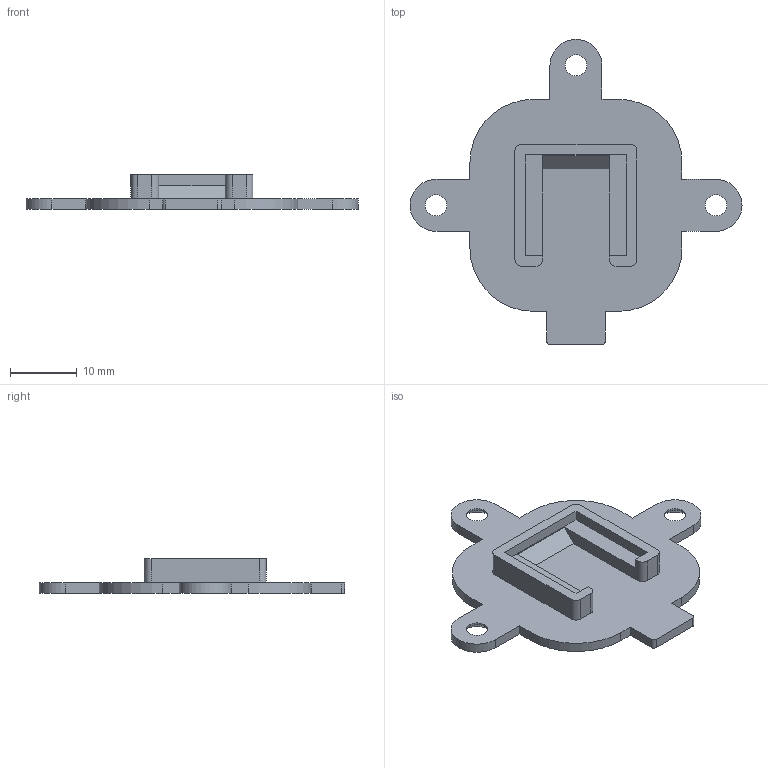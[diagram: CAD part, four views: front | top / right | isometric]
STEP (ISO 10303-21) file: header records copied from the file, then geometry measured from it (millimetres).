
FILE_DESCRIPTION(('HOOPS Exchange Step'),'2;1');
FILE_NAME('temp_export','2024-12-21T17:11:03+08:00',('27699'),('Shapr3D Limited'),'HOOPS Exchange 2024.6','Shapr3D','Authorized');
FILE_SCHEMA( ('AP242_MANAGED_MODEL_BASED_3D_ENGINEERING_MIM_LF {1 0 10303 442 1 1 4 }') );
Length unit declared in the file: millimetre
Products named in the file (1): WS2812 RGB安装板
Bounding box: 49.8 x 45.8 x 5.1 mm (x, y, z)
Volume: 2188.2 mm3; surface area: 2940.1 mm2
Topology: 1 solids, 1 shells, 56 faces, 156 edges, 103 vertices
Faces by surface type: plane 34, cylinder 19, cone 3
Full cylindrical faces by diameter (mm): 3.2 x3
Entity records: 1845 total; most frequent: CARTESIAN_POINT 317, DIRECTION 313, ORIENTED_EDGE 312, EDGE_CURVE 156, VECTOR 115, LINE 115, VERTEX_POINT 103, AXIS2_PLACEMENT_3D 99
